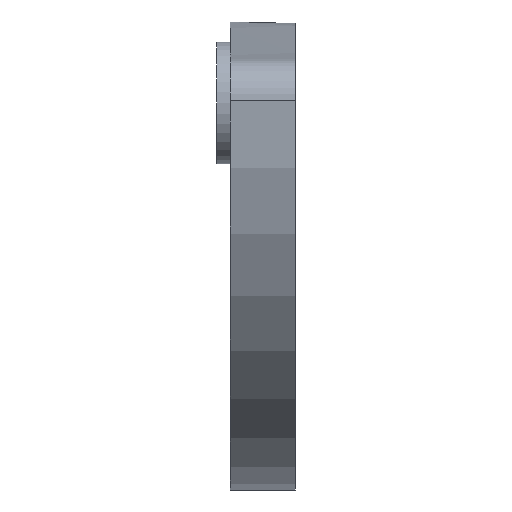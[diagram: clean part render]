
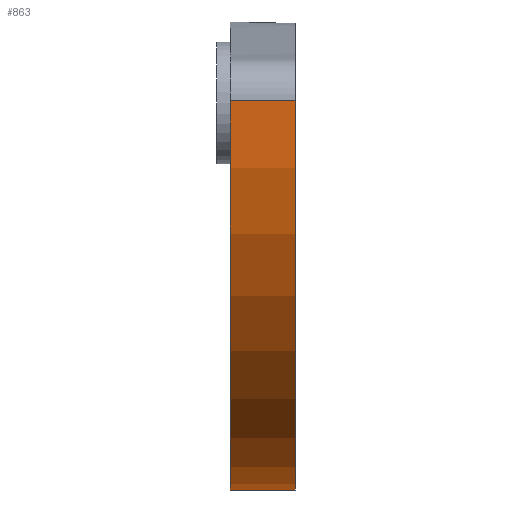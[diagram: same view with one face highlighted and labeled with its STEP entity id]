
A CAD part, left-side view. The second image highlights one B-rep face of the part: STEP entity #863.
In plain terms, the highlighted cylindrical face has radius 178.949 mm (diameter 357.897 mm), a partial arc.
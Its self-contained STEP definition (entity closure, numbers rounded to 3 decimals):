
#58 = CARTESIAN_POINT ( 'NONE',  ( 0., 29.822, 0. ) ) ;
#112 = ORIENTED_EDGE ( 'NONE', *, *, #3313, .F. ) ;
#115 = EDGE_CURVE ( 'NONE', #2454, #927, #3354, .T. ) ;
#153 = AXIS2_PLACEMENT_3D ( 'NONE', #3856, #1775, #2662 ) ;
#199 = VERTEX_POINT ( 'NONE', #3034 ) ;
#240 = EDGE_CURVE ( 'NONE', #927, #4919, #2776, .T. ) ;
#271 = ORIENTED_EDGE ( 'NONE', *, *, #240, .T. ) ;
#330 = ORIENTED_EDGE ( 'NONE', *, *, #569, .F. ) ;
#340 = LINE ( 'NONE', #1966, #1247 ) ;
#356 = CARTESIAN_POINT ( 'NONE',  ( 0., 0., -178.949 ) ) ;
#569 = EDGE_CURVE ( 'NONE', #199, #4919, #340, .T. ) ;
#845 = DIRECTION ( 'NONE',  ( 0., 1., 0. ) ) ;
#863 = ADVANCED_FACE ( 'NONE', ( #4994 ), #1048, .T. ) ;
#927 = VERTEX_POINT ( 'NONE', #356 ) ;
#1048 = CYLINDRICAL_SURFACE ( 'NONE', #153, 178.949 ) ;
#1247 = VECTOR ( 'NONE', #1937, 1000. ) ;
#1602 = AXIS2_PLACEMENT_3D ( 'NONE', #58, #845, #4471 ) ;
#1763 = VECTOR ( 'NONE', #4245, 1000. ) ;
#1775 = DIRECTION ( 'NONE',  ( 0., -1., 0. ) ) ;
#1937 = DIRECTION ( 'NONE',  ( 0., -1., 0. ) ) ;
#1966 = CARTESIAN_POINT ( 'NONE',  ( -178.946, 29.822, -0.99 ) ) ;
#2005 = CARTESIAN_POINT ( 'NONE',  ( 0., 29.822, -178.949 ) ) ;
#2243 = CARTESIAN_POINT ( 'NONE',  ( 0., 0., 0. ) ) ;
#2454 = VERTEX_POINT ( 'NONE', #2005 ) ;
#2468 = CARTESIAN_POINT ( 'NONE',  ( -178.946, 0., -0.99 ) ) ;
#2631 = CARTESIAN_POINT ( 'NONE',  ( 0., 29.822, -178.949 ) ) ;
#2662 = DIRECTION ( 'NONE',  ( 0., 0., -1. ) ) ;
#2776 = CIRCLE ( 'NONE', #4801, 178.949 ) ;
#3034 = CARTESIAN_POINT ( 'NONE',  ( -178.946, 29.822, -0.99 ) ) ;
#3313 = EDGE_CURVE ( 'NONE', #2454, #199, #4892, .T. ) ;
#3354 = LINE ( 'NONE', #2631, #1763 ) ;
#3458 = DIRECTION ( 'NONE',  ( 0., 0., 1. ) ) ;
#3856 = CARTESIAN_POINT ( 'NONE',  ( 0., 29.822, 0. ) ) ;
#4245 = DIRECTION ( 'NONE',  ( 0., -1., 0. ) ) ;
#4285 = ORIENTED_EDGE ( 'NONE', *, *, #115, .T. ) ;
#4471 = DIRECTION ( 'NONE',  ( 0., 0., 1. ) ) ;
#4644 = DIRECTION ( 'NONE',  ( 0., 1., 0. ) ) ;
#4801 = AXIS2_PLACEMENT_3D ( 'NONE', #2243, #4644, #3458 ) ;
#4892 = CIRCLE ( 'NONE', #1602, 178.949 ) ;
#4919 = VERTEX_POINT ( 'NONE', #2468 ) ;
#4994 = FACE_OUTER_BOUND ( 'NONE', #5019, .T. ) ;
#5019 = EDGE_LOOP ( 'NONE', ( #271, #330, #112, #4285 ) ) ;
